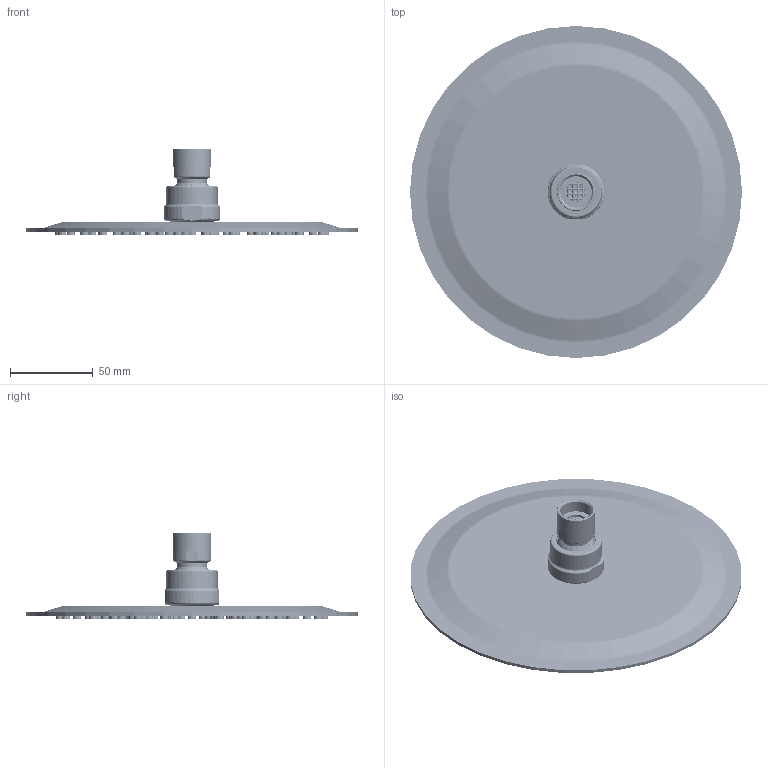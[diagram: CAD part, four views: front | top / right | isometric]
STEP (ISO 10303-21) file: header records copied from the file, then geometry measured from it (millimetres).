
FILE_DESCRIPTION(/* description */ (''),/* implementation_level */ '2;1');
FILE_NAME(/* name */ 'f9f0cd47-011d-407e-b12d-aee78c98e3ca.stp',/* time_stamp */ '2020-06-30T09:19:22+00:00',/* author */ (''),/* organization */ (''),/* preprocessor_version */ 'ST-DEVELOPER v18.1',/* originating_system */ 'Autodesk Translation Framework v9.3.0.1241',/* authorisation */ '');
FILE_SCHEMA (('AUTOMOTIVE_DESIGN { 1 0 10303 214 3 1 1 }'));
Products named in the file (1): !WGU120CR
Bounding box: 200 x 200 x 52.4 mm (x, y, z)
Volume: 105933.8 mm3; surface area: 203027 mm2
Topology: 11 solids, 11 shells, 2869 faces, 8727 edges, 5277 vertices
Faces by surface type: cylinder 1476, torus 599, plane 406, cone 223, bspline 163, sphere 2
Full cylindrical faces by diameter (mm): 0.3 x888, 1.2 x96, 3.2 x2, 4 x181, 5.003 x90, 7 x55, 8 x1, 9.15 x1, 10 x2, 10.2 x1, 11.3 x1, 12 x1, 12.3 x1, 12.7 x2, 13 x1, 13.7 x2, 14 x1, 14.05 x1, 14.9 x2, 15.9 x1, 18 x1, 18.8 x3, 19 x1, 19.5 x1, 22 x1, 23 x1, 23.6 x1, 23.8 x1, 25 x2, 26 x2
Entity records: 141002 total; most frequent: CARTESIAN_POINT 57550, DIRECTION 19600, ORIENTED_EDGE 17444, AXIS2_PLACEMENT_3D 8901, EDGE_CURVE 8722, VERTEX_POINT 5277, EDGE_LOOP 3625, ELLIPSE 3107
